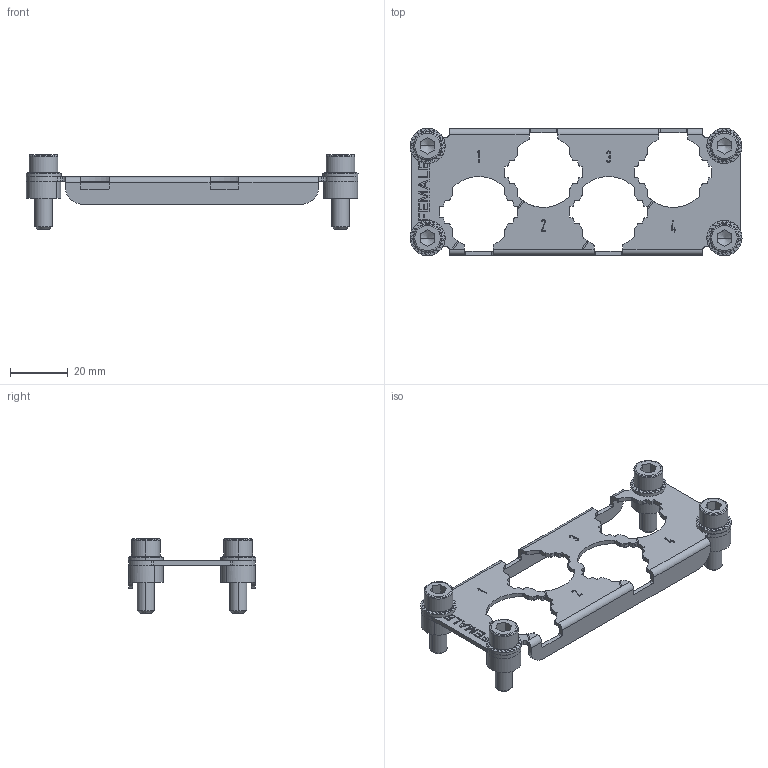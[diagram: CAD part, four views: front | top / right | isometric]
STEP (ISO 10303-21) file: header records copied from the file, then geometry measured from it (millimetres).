
FILE_DESCRIPTION((''),'2;1');
FILE_NAME('YYY','2019-06-21T11:59:15',('sx.huang'),(''),'CREO PARAMETRIC BY PTC INC, 2018050','CREO PARAMETRIC BY PTC INC, 2018050','');
FILE_SCHEMA(());
Products named in the file (1): YYY
Bounding box: 115.2 x 44.2 x 26 mm (x, y, z)
Volume: 12275.3 mm3; surface area: 14265.9 mm2
Topology: 1 solids, 5 shells, 1988 faces, 5412 edges, 3348 vertices
Faces by surface type: plane 949, cylinder 839, bspline 96, cone 72, torus 32
Entity records: 76041 total; most frequent: CARTESIAN_POINT 29428, ORIENTED_EDGE 10808, DIRECTION 8094, EDGE_CURVE 5404, VERTEX_POINT 3348, AXIS2_PLACEMENT_3D 2774, VECTOR 2546, LINE 2546
